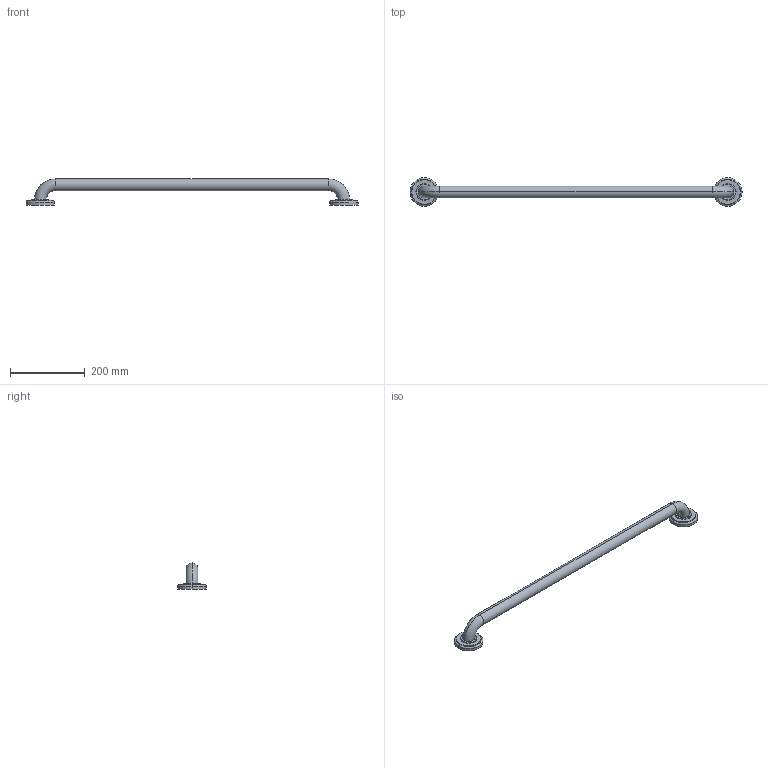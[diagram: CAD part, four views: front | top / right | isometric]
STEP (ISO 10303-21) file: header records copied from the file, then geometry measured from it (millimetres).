
FILE_DESCRIPTION((''),'2;1');
FILE_NAME('2520-3932','2021-07-12T14:57:35',('jinson.thomas'),(''),'CREO PARAMETRIC BY PTC INC, 2018400','CREO PARAMETRIC BY PTC INC, 2018400','');
FILE_SCHEMA(('CONFIG_CONTROL_DESIGN'));
Length unit declared in the file: inch
Products named in the file (1): 2520-3932
Bounding box: 889 x 76.2 x 69.85 mm (x, y, z)
Volume: 798580.9 mm3; surface area: 107604.5 mm2
Topology: 1 solids, 1 shells, 38 faces, 74 edges, 44 vertices
Faces by surface type: torus 16, cylinder 14, plane 8
Entity records: 1158 total; most frequent: CARTESIAN_POINT 296, DIRECTION 202, ORIENTED_EDGE 148, AXIS2_PLACEMENT_3D 94, EDGE_CURVE 74, CIRCLE 56, VERTEX_POINT 44, EDGE_LOOP 44
